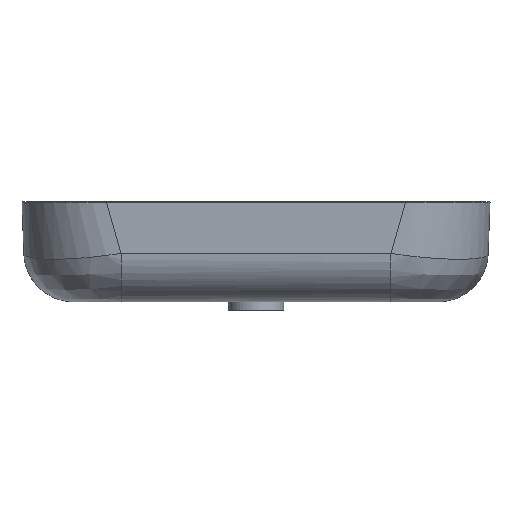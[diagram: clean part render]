
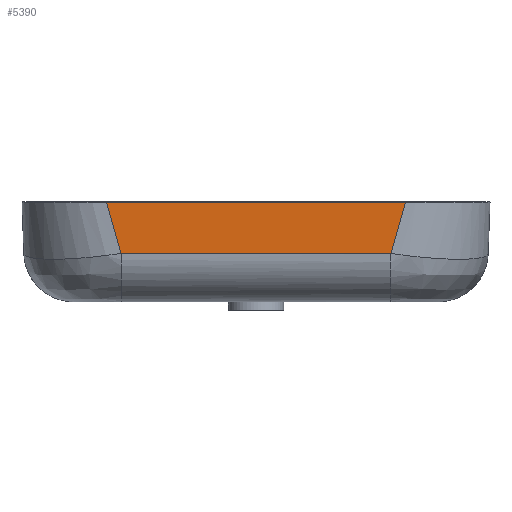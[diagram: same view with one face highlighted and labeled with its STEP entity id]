
A CAD part, front view. The second image highlights one B-rep face of the part: STEP entity #5390.
In plain terms, the highlighted planar face has unit normal (0, -0.999, -0.035).
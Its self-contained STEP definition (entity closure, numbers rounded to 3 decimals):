
#145 = B_SPLINE_CURVE_WITH_KNOTS ( 'NONE', 1,
 ( #1410, #987 ),
 .UNSPECIFIED., .F., .F.,
 ( 2, 2 ),
 ( 0.297, 358.07 ),
 .UNSPECIFIED. ) ;
#236 = PLANE ( 'NONE',  #3158 ) ;
#335 = ORIENTED_EDGE ( 'NONE', *, *, #2445, .F. ) ;
#366 = CARTESIAN_POINT ( 'NONE',  ( 458.886, 0.036, 118.965 ) ) ;
#597 = CARTESIAN_POINT ( 'NONE',  ( 118.635, 2.168, 57.906 ) ) ;
#959 = VERTEX_POINT ( 'NONE', #597 ) ;
#987 = CARTESIAN_POINT ( 'NONE',  ( 101.114, 0.036, 118.965 ) ) ;
#1109 = EDGE_LOOP ( 'NONE', ( #3268, #4933, #1579, #335 ) ) ;
#1129 = B_SPLINE_CURVE_WITH_KNOTS ( 'NONE', 1,
 ( #3729, #3753 ),
 .UNSPECIFIED., .F., .F.,
 ( 2, 2 ),
 ( 57.173, 122.571 ),
 .UNSPECIFIED. ) ;
#1175 = CARTESIAN_POINT ( 'NONE',  ( 441.365, 2.168, 57.906 ) ) ;
#1330 = VERTEX_POINT ( 'NONE', #5374 ) ;
#1410 = CARTESIAN_POINT ( 'NONE',  ( 458.886, 0.036, 118.965 ) ) ;
#1579 = ORIENTED_EDGE ( 'NONE', *, *, #2861, .T. ) ;
#1591 = CARTESIAN_POINT ( 'NONE',  ( 118.635, 2.168, 57.906 ) ) ;
#1641 = EDGE_CURVE ( 'NONE', #959, #1330, #1129, .T. ) ;
#2360 = DIRECTION ( 'NONE',  ( 0., -0.999, -0.035 ) ) ;
#2445 = EDGE_CURVE ( 'NONE', #4353, #2549, #3954, .T. ) ;
#2549 = VERTEX_POINT ( 'NONE', #2990 ) ;
#2641 = B_SPLINE_CURVE_WITH_KNOTS ( 'NONE', 1,
 ( #1591, #1175 ),
 .UNSPECIFIED., .F., .F.,
 ( 2, 2 ),
 ( -16.617, 306.113 ),
 .UNSPECIFIED. ) ;
#2861 = EDGE_CURVE ( 'NONE', #959, #2549, #2641, .T. ) ;
#2963 = CARTESIAN_POINT ( 'NONE',  ( 441.365, 2.168, 57.906 ) ) ;
#2990 = CARTESIAN_POINT ( 'NONE',  ( 441.365, 2.168, 57.906 ) ) ;
#3158 = AXIS2_PLACEMENT_3D ( 'NONE', #3662, #2360, #3965 ) ;
#3268 = ORIENTED_EDGE ( 'NONE', *, *, #5158, .T. ) ;
#3276 = CARTESIAN_POINT ( 'NONE',  ( 458.886, 0.036, 118.965 ) ) ;
#3662 = CARTESIAN_POINT ( 'NONE',  ( 0., 0., 120. ) ) ;
#3729 = CARTESIAN_POINT ( 'NONE',  ( 118.635, 2.168, 57.906 ) ) ;
#3753 = CARTESIAN_POINT ( 'NONE',  ( 101.114, 0.036, 118.965 ) ) ;
#3954 = B_SPLINE_CURVE_WITH_KNOTS ( 'NONE', 1,
 ( #366, #2963 ),
 .UNSPECIFIED., .F., .F.,
 ( 2, 2 ),
 ( 4.837, 70.235 ),
 .UNSPECIFIED. ) ;
#3965 = DIRECTION ( 'NONE',  ( 0., 0.035, -0.999 ) ) ;
#4353 = VERTEX_POINT ( 'NONE', #3276 ) ;
#4411 = FACE_OUTER_BOUND ( 'NONE', #1109, .T. ) ;
#4933 = ORIENTED_EDGE ( 'NONE', *, *, #1641, .F. ) ;
#5158 = EDGE_CURVE ( 'NONE', #4353, #1330, #145, .T. ) ;
#5374 = CARTESIAN_POINT ( 'NONE',  ( 101.114, 0.036, 118.965 ) ) ;
#5390 = ADVANCED_FACE ( 'NONE', ( #4411 ), #236, .T. ) ;
